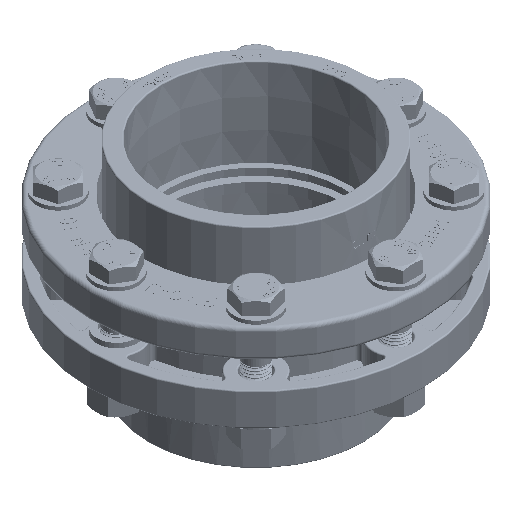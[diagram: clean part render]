
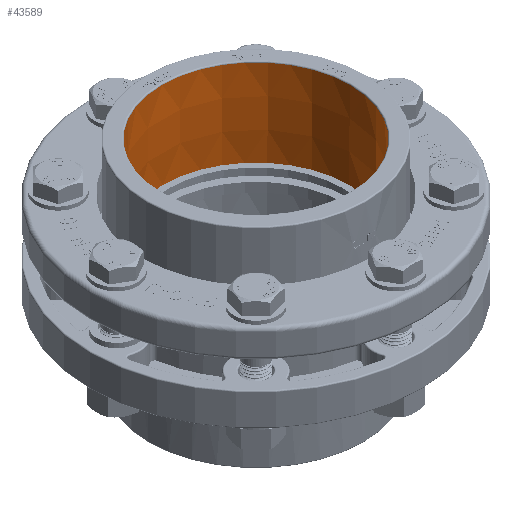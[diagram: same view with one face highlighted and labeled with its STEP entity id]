
A CAD part, isometric view. The second image highlights one B-rep face of the part: STEP entity #43589.
In plain terms, the highlighted conical face has half-angle 0.42 degrees and reference radius 79.9 mm.
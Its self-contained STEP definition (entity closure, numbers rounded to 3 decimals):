
#762=CONICAL_SURFACE('',#46572,79.9,0.007);
#6364=LINE('',#82650,#10805);
#10805=VECTOR('',#56314,79.9);
#13363=FACE_OUTER_BOUND('',#15878,.T.);
#15878=EDGE_LOOP('',(#39116,#39117,#39118,#39119));
#16883=CIRCLE('',#46571,79.9);
#16884=CIRCLE('',#46573,80.443);
#20871=VERTEX_POINT('',#82646);
#20872=VERTEX_POINT('',#82649);
#27014=EDGE_CURVE('',#20871,#20871,#16883,.T.);
#27015=EDGE_CURVE('',#20871,#20872,#6364,.T.);
#27016=EDGE_CURVE('',#20872,#20872,#16884,.T.);
#39116=ORIENTED_EDGE('',*,*,#27014,.T.);
#39117=ORIENTED_EDGE('',*,*,#27015,.T.);
#39118=ORIENTED_EDGE('',*,*,#27016,.T.);
#39119=ORIENTED_EDGE('',*,*,#27015,.F.);
#43589=ADVANCED_FACE('',(#13363),#762,.F.);
#46571=AXIS2_PLACEMENT_3D('',#82647,#56310,#56311);
#46572=AXIS2_PLACEMENT_3D('',#82648,#56312,#56313);
#46573=AXIS2_PLACEMENT_3D('',#82651,#56315,#56316);
#56310=DIRECTION('center_axis',(0.,0.,-1.));
#56311=DIRECTION('ref_axis',(1.,0.,0.));
#56312=DIRECTION('center_axis',(0.,0.,1.));
#56313=DIRECTION('ref_axis',(1.,0.,0.));
#56314=DIRECTION('',(-0.007,0.,1.));
#56315=DIRECTION('center_axis',(0.,0.,1.));
#56316=DIRECTION('ref_axis',(-1.,0.,0.));
#82646=CARTESIAN_POINT('',(-79.9,0.,4.7));
#82647=CARTESIAN_POINT('Origin',(0.,0.,4.7));
#82648=CARTESIAN_POINT('Origin',(0.,0.,4.7));
#82649=CARTESIAN_POINT('',(-80.443,0.,78.707));
#82650=CARTESIAN_POINT('',(-79.9,0.,4.7));
#82651=CARTESIAN_POINT('Origin',(0.,0.,78.707));
